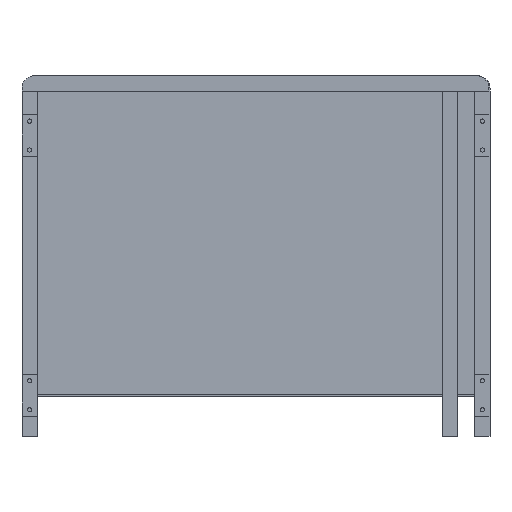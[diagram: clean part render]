
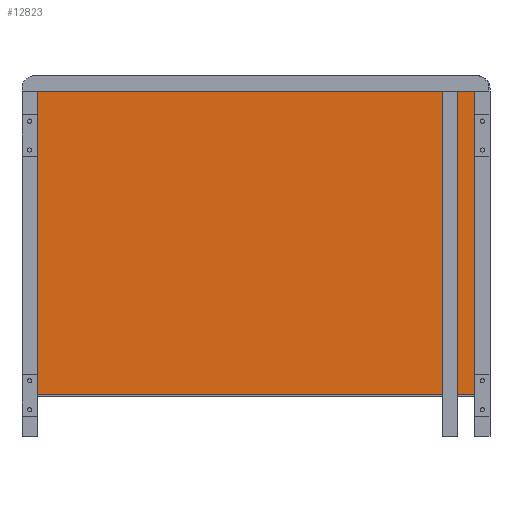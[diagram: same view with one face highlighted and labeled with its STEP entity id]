
A CAD part, front view. The second image highlights one B-rep face of the part: STEP entity #12823.
In plain terms, the highlighted planar face has unit normal (0, -1, 0).
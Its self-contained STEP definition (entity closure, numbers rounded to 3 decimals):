
#637 = CARTESIAN_POINT ( 'NONE',  ( -261., 0., -181. ) ) ;
#2508 = CARTESIAN_POINT ( 'NONE',  ( 0., 0., 0. ) ) ;
#2518 = CARTESIAN_POINT ( 'NONE',  ( -261., 0., -181. ) ) ;
#2755 = VECTOR ( 'NONE', #13491, 1000. ) ;
#3626 = DIRECTION ( 'NONE',  ( 0., -1., 0. ) ) ;
#3781 = ORIENTED_EDGE ( 'NONE', *, *, #8093, .F. ) ;
#4753 = CARTESIAN_POINT ( 'NONE',  ( -261., 0., 181. ) ) ;
#4860 = DIRECTION ( 'NONE',  ( 0., 0., -1. ) ) ;
#5056 = DIRECTION ( 'NONE',  ( 1., 0., 0. ) ) ;
#5354 = VERTEX_POINT ( 'NONE', #10768 ) ;
#5411 = VECTOR ( 'NONE', #4860, 1000. ) ;
#5499 = EDGE_CURVE ( 'NONE', #12029, #5354, #11378, .T. ) ;
#6128 = ORIENTED_EDGE ( 'NONE', *, *, #6310, .F. ) ;
#6298 = ORIENTED_EDGE ( 'NONE', *, *, #5499, .F. ) ;
#6310 = EDGE_CURVE ( 'NONE', #8449, #7203, #9235, .T. ) ;
#6492 = EDGE_LOOP ( 'NONE', ( #6298, #13097, #6128, #3781 ) ) ;
#7203 = VERTEX_POINT ( 'NONE', #8039 ) ;
#7250 = VECTOR ( 'NONE', #5056, 1000. ) ;
#7731 = EDGE_CURVE ( 'NONE', #7203, #12029, #12484, .T. ) ;
#7825 = FACE_OUTER_BOUND ( 'NONE', #6492, .T. ) ;
#7893 = DIRECTION ( 'NONE',  ( 0., 0., -1. ) ) ;
#8039 = CARTESIAN_POINT ( 'NONE',  ( -261., 0., 181. ) ) ;
#8093 = EDGE_CURVE ( 'NONE', #5354, #8449, #10224, .T. ) ;
#8449 = VERTEX_POINT ( 'NONE', #2518 ) ;
#9235 = LINE ( 'NONE', #4753, #2755 ) ;
#9330 = CARTESIAN_POINT ( 'NONE',  ( -261., 0., 181. ) ) ;
#9664 = AXIS2_PLACEMENT_3D ( 'NONE', #2508, #3626, #7893 ) ;
#10224 = LINE ( 'NONE', #637, #12630 ) ;
#10768 = CARTESIAN_POINT ( 'NONE',  ( 261., 0., -181. ) ) ;
#11238 = CARTESIAN_POINT ( 'NONE',  ( 261., 0., 181. ) ) ;
#11378 = LINE ( 'NONE', #11238, #5411 ) ;
#12029 = VERTEX_POINT ( 'NONE', #12559 ) ;
#12099 = PLANE ( 'NONE',  #9664 ) ;
#12484 = LINE ( 'NONE', #9330, #7250 ) ;
#12559 = CARTESIAN_POINT ( 'NONE',  ( 261., 0., 181. ) ) ;
#12630 = VECTOR ( 'NONE', #13437, 1000. ) ;
#12823 = ADVANCED_FACE ( 'NONE', ( #7825 ), #12099, .T. ) ;
#13097 = ORIENTED_EDGE ( 'NONE', *, *, #7731, .F. ) ;
#13437 = DIRECTION ( 'NONE',  ( -1., 0., 0. ) ) ;
#13491 = DIRECTION ( 'NONE',  ( 0., 0., 1. ) ) ;
